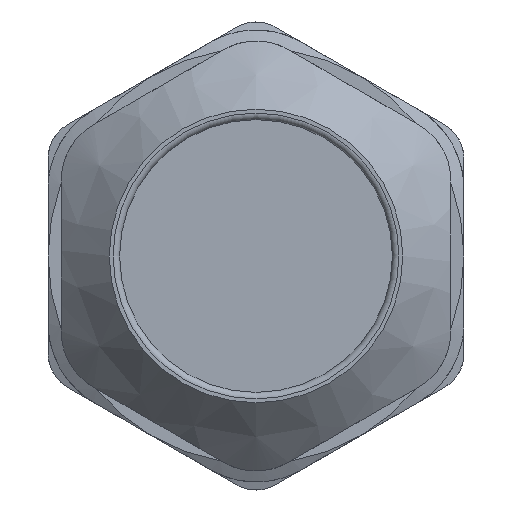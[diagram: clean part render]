
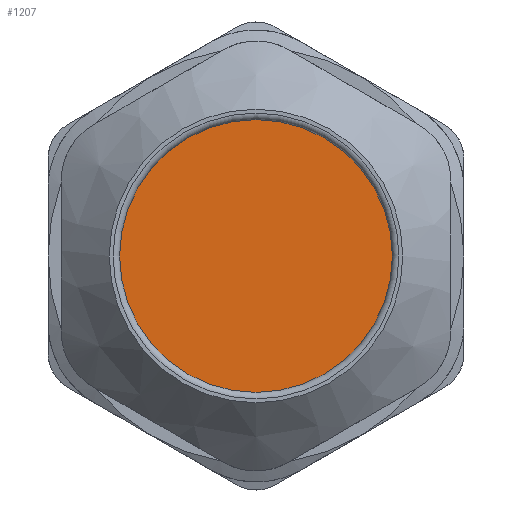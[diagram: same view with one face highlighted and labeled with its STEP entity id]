
A CAD part, front view. The second image highlights one B-rep face of the part: STEP entity #1207.
In plain terms, the highlighted planar face has unit normal (0, -1, 0).
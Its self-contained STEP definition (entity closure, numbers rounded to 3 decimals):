
#339=FACE_OUTER_BOUND('',#413,.T.);
#413=EDGE_LOOP('',(#823));
#493=CIRCLE('',#1306,10.5);
#531=VERTEX_POINT('',#1699);
#644=EDGE_CURVE('',#531,#531,#493,.T.);
#823=ORIENTED_EDGE('',*,*,#644,.T.);
#1181=PLANE('',#1305);
#1207=ADVANCED_FACE('',(#339),#1181,.T.);
#1305=AXIS2_PLACEMENT_3D('',#1698,#1421,#1422);
#1306=AXIS2_PLACEMENT_3D('',#1700,#1423,#1424);
#1421=DIRECTION('center_axis',(0.,-1.,0.));
#1422=DIRECTION('ref_axis',(0.,0.,-1.));
#1423=DIRECTION('center_axis',(0.,-1.,0.));
#1424=DIRECTION('ref_axis',(-0.866,0.,-0.5));
#1698=CARTESIAN_POINT('Origin',(0.,-33.32,0.));
#1699=CARTESIAN_POINT('',(-9.093,-33.32,-5.25));
#1700=CARTESIAN_POINT('Origin',(0.,-33.32,0.));
